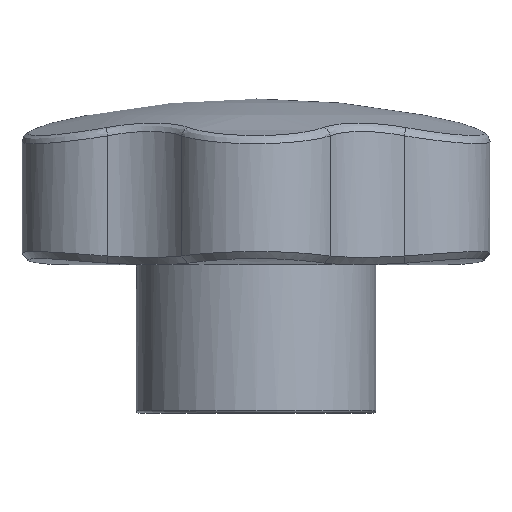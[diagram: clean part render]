
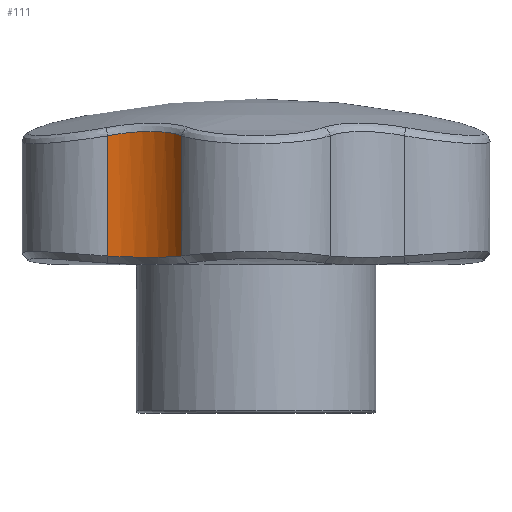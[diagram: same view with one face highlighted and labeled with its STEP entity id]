
A CAD part, front view. The second image highlights one B-rep face of the part: STEP entity #111.
In plain terms, the highlighted cylindrical face has radius 15 mm (diameter 30 mm), a partial arc.
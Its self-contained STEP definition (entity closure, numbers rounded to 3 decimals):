
#111 = ADVANCED_FACE( '', ( #276 ), #277, .F. );
#276 = FACE_OUTER_BOUND( '', #1098, .T. );
#277 = CYLINDRICAL_SURFACE( '', #1099, 15. );
#1098 = EDGE_LOOP( '', ( #3768, #3769, #3770, #3771 ) );
#1099 = AXIS2_PLACEMENT_3D( '', #3772, #3773, #3774 );
#3768 = ORIENTED_EDGE( '', *, *, #4270, .T. );
#3769 = ORIENTED_EDGE( '', *, *, #4271, .T. );
#3770 = ORIENTED_EDGE( '', *, *, #4272, .F. );
#3771 = ORIENTED_EDGE( '', *, *, #4273, .T. );
#3772 = CARTESIAN_POINT( '', ( -25.981, -45., 60. ) );
#3773 = DIRECTION( '', ( 0., 0., 1. ) );
#3774 = DIRECTION( '', ( -1., 0., 0. ) );
#4270 = EDGE_CURVE( '', #4537, #4538, #4539, .T. );
#4271 = EDGE_CURVE( '', #4538, #4540, #4541, .T. );
#4272 = EDGE_CURVE( '', #4542, #4540, #4543, .T. );
#4273 = EDGE_CURVE( '', #4542, #4537, #4544, .T. );
#4537 = VERTEX_POINT( '', #5954 );
#4538 = VERTEX_POINT( '', #5955 );
#4539 = LINE( '', #5956, #5957 );
#4540 = VERTEX_POINT( '', #5958 );
#4541 = B_SPLINE_CURVE_WITH_KNOTS( '', 3, ( #5959, #5960, #5961, #5962, #5963, #5964, #5965, #5966, #5967, #5968, #5969, #5970, #5971, #5972, #5973, #5974, #5975, #5976, #5977, #5978, #5979, #5980, #5981, #5982, #5983, #5984, #5985, #5986 ), .UNSPECIFIED., .F., .F., ( 4, 1, 1, 1, 1, 1, 1, 1, 1, 1, 1, 1, 1, 1, 1, 1, 1, 1, 1, 1, 1, 1, 1, 1, 1, 4 ), ( 0., 0.024, 0.048, 0.074, 0.1, 0.128, 0.157, 0.186, 0.217, 0.249, 0.282, 0.315, 0.35, 0.386, 0.423, 0.461, 0.5, 0.569, 0.634, 0.696, 0.755, 0.811, 0.863, 0.912, 0.958, 1. ), .UNSPECIFIED. );
#4542 = VERTEX_POINT( '', #5987 );
#4543 = LINE( '', #5988, #5989 );
#4544 = B_SPLINE_CURVE_WITH_KNOTS( '', 3, ( #5990, #5991, #5992, #5993, #5994, #5995, #5996, #5997, #5998, #5999, #6000, #6001, #6002, #6003, #6004, #6005, #6006, #6007, #6008, #6009, #6010, #6011, #6012, #6013, #6014, #6015, #6016, #6017, #6018, #6019, #6020, #6021, #6022, #6023, #6024, #6025, #6026, #6027, #6028, #6029, #6030 ), .UNSPECIFIED., .F., .F., ( 4, 2, 2, 2, 1, 2, 1, 1, 2, 2, 2, 2, 1, 1, 2, 1, 1, 1, 2, 2, 1, 1, 2, 1, 1, 1, 4 ), ( 0., 0.001, 0.001, 0.001, 0.001, 0.002, 0.003, 0.004, 0.005, 0.006, 0.006, 0.006, 0.006, 0.006, 0.007, 0.008, 0.009, 0.01, 0.011, 0.011, 0.011, 0.011, 0.012, 0.013, 0.014, 0.015, 0.016 ), .UNSPECIFIED. );
#5954 = CARTESIAN_POINT( '', ( -25.981, -30., 48.542 ) );
#5955 = CARTESIAN_POINT( '', ( -25.981, -30., 27.504 ) );
#5956 = CARTESIAN_POINT( '', ( -25.981, -30., 60. ) );
#5957 = VECTOR( '', #7762, 1000. );
#5958 = CARTESIAN_POINT( '', ( -12.99, -37.5, 27.504 ) );
#5959 = CARTESIAN_POINT( '', ( -25.981, -30., 27.504 ) );
#5960 = CARTESIAN_POINT( '', ( -25.858, -30.001, 27.495 ) );
#5961 = CARTESIAN_POINT( '', ( -25.607, -30.003, 27.477 ) );
#5962 = CARTESIAN_POINT( '', ( -25.222, -30.018, 27.454 ) );
#5963 = CARTESIAN_POINT( '', ( -24.821, -30.043, 27.432 ) );
#5964 = CARTESIAN_POINT( '', ( -24.405, -30.081, 27.411 ) );
#5965 = CARTESIAN_POINT( '', ( -23.974, -30.133, 27.392 ) );
#5966 = CARTESIAN_POINT( '', ( -23.529, -30.199, 27.375 ) );
#5967 = CARTESIAN_POINT( '', ( -23.07, -30.283, 27.36 ) );
#5968 = CARTESIAN_POINT( '', ( -22.598, -30.384, 27.346 ) );
#5969 = CARTESIAN_POINT( '', ( -22.113, -30.504, 27.334 ) );
#5970 = CARTESIAN_POINT( '', ( -21.617, -30.646, 27.323 ) );
#5971 = CARTESIAN_POINT( '', ( -21.111, -30.809, 27.314 ) );
#5972 = CARTESIAN_POINT( '', ( -20.595, -30.996, 27.307 ) );
#5973 = CARTESIAN_POINT( '', ( -20.072, -31.209, 27.301 ) );
#5974 = CARTESIAN_POINT( '', ( -19.542, -31.448, 27.297 ) );
#5975 = CARTESIAN_POINT( '', ( -19.008, -31.715, 27.294 ) );
#5976 = CARTESIAN_POINT( '', ( -18.339, -32.083, 27.293 ) );
#5977 = CARTESIAN_POINT( '', ( -17.571, -32.564, 27.295 ) );
#5978 = CARTESIAN_POINT( '', ( -16.741, -33.17, 27.303 ) );
#5979 = CARTESIAN_POINT( '', ( -15.992, -33.796, 27.316 ) );
#5980 = CARTESIAN_POINT( '', ( -15.323, -34.432, 27.334 ) );
#5981 = CARTESIAN_POINT( '', ( -14.727, -35.07, 27.357 ) );
#5982 = CARTESIAN_POINT( '', ( -14.202, -35.701, 27.385 ) );
#5983 = CARTESIAN_POINT( '', ( -13.742, -36.318, 27.419 ) );
#5984 = CARTESIAN_POINT( '', ( -13.34, -36.913, 27.457 ) );
#5985 = CARTESIAN_POINT( '', ( -13.104, -37.309, 27.489 ) );
#5986 = CARTESIAN_POINT( '', ( -12.99, -37.5, 27.504 ) );
#5987 = CARTESIAN_POINT( '', ( -12.99, -37.5, 48.542 ) );
#5988 = CARTESIAN_POINT( '', ( -12.99, -37.5, 60. ) );
#5989 = VECTOR( '', #7763, 1000. );
#5990 = CARTESIAN_POINT( '', ( -12.99, -37.5, 48.542 ) );
#5991 = CARTESIAN_POINT( '', ( -13.153, -37.218, 48.606 ) );
#5992 = CARTESIAN_POINT( '', ( -13.326, -36.94, 48.665 ) );
#5993 = CARTESIAN_POINT( '', ( -13.553, -36.6, 48.735 ) );
#5994 = CARTESIAN_POINT( '', ( -13.599, -36.532, 48.749 ) );
#5995 = CARTESIAN_POINT( '', ( -13.669, -36.431, 48.769 ) );
#5996 = CARTESIAN_POINT( '', ( -13.693, -36.398, 48.776 ) );
#5997 = CARTESIAN_POINT( '', ( -13.74, -36.331, 48.789 ) );
#5998 = CARTESIAN_POINT( '', ( -13.858, -36.164, 48.822 ) );
#5999 = CARTESIAN_POINT( '', ( -13.98, -36., 48.854 ) );
#6000 = CARTESIAN_POINT( '', ( -14.278, -35.611, 48.926 ) );
#6001 = CARTESIAN_POINT( '', ( -14.691, -35.107, 49.015 ) );
#6002 = CARTESIAN_POINT( '', ( -15.359, -34.394, 49.125 ) );
#6003 = CARTESIAN_POINT( '', ( -15.835, -33.947, 49.182 ) );
#6004 = CARTESIAN_POINT( '', ( -16.328, -33.514, 49.232 ) );
#6005 = CARTESIAN_POINT( '', ( -16.583, -33.305, 49.252 ) );
#6006 = CARTESIAN_POINT( '', ( -16.878, -33.078, 49.271 ) );
#6007 = CARTESIAN_POINT( '', ( -16.911, -33.052, 49.273 ) );
#6008 = CARTESIAN_POINT( '', ( -16.961, -33.015, 49.276 ) );
#6009 = CARTESIAN_POINT( '', ( -16.977, -33.002, 49.277 ) );
#6010 = CARTESIAN_POINT( '', ( -17.011, -32.978, 49.279 ) );
#6011 = CARTESIAN_POINT( '', ( -17.094, -32.916, 49.284 ) );
#6012 = CARTESIAN_POINT( '', ( -17.311, -32.757, 49.295 ) );
#6013 = CARTESIAN_POINT( '', ( -17.515, -32.616, 49.303 ) );
#6014 = CARTESIAN_POINT( '', ( -17.926, -32.342, 49.315 ) );
#6015 = CARTESIAN_POINT( '', ( -18.484, -31.995, 49.323 ) );
#6016 = CARTESIAN_POINT( '', ( -19.35, -31.533, 49.31 ) );
#6017 = CARTESIAN_POINT( '', ( -20.246, -31.128, 49.273 ) );
#6018 = CARTESIAN_POINT( '', ( -20.863, -30.896, 49.231 ) );
#6019 = CARTESIAN_POINT( '', ( -21.216, -30.777, 49.203 ) );
#6020 = CARTESIAN_POINT( '', ( -21.256, -30.764, 49.2 ) );
#6021 = CARTESIAN_POINT( '', ( -21.334, -30.738, 49.194 ) );
#6022 = CARTESIAN_POINT( '', ( -21.452, -30.7, 49.184 ) );
#6023 = CARTESIAN_POINT( '', ( -21.728, -30.614, 49.159 ) );
#6024 = CARTESIAN_POINT( '', ( -21.965, -30.547, 49.136 ) );
#6025 = CARTESIAN_POINT( '', ( -22.44, -30.42, 49.086 ) );
#6026 = CARTESIAN_POINT( '', ( -23.076, -30.273, 49.013 ) );
#6027 = CARTESIAN_POINT( '', ( -24.037, -30.116, 48.88 ) );
#6028 = CARTESIAN_POINT( '', ( -25.005, -30.021, 48.724 ) );
#6029 = CARTESIAN_POINT( '', ( -25.655, -30., 48.605 ) );
#6030 = CARTESIAN_POINT( '', ( -25.981, -30., 48.542 ) );
#7762 = DIRECTION( '', ( 0., 0., -1. ) );
#7763 = DIRECTION( '', ( 0., 0., -1. ) );
